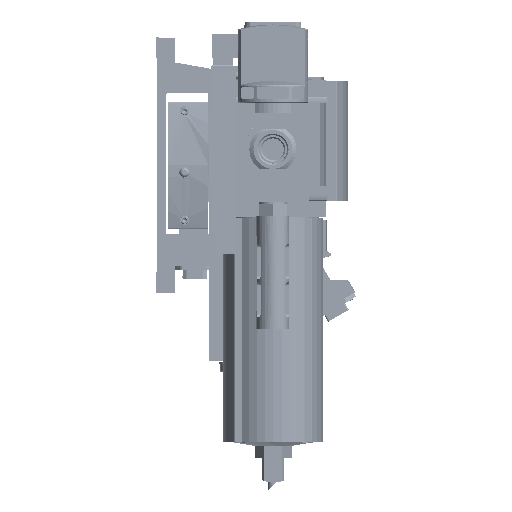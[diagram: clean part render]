
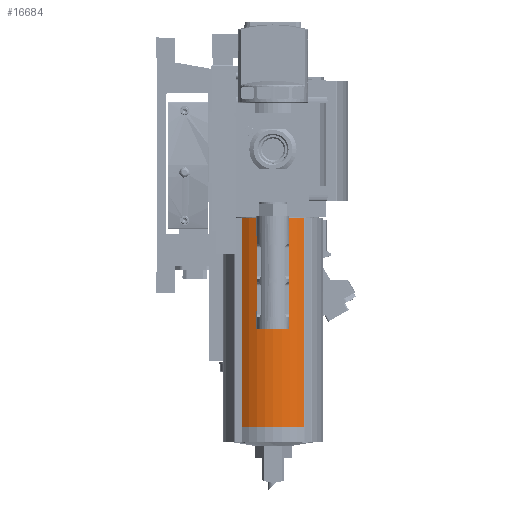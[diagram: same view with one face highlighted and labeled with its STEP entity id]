
A CAD part, left-side view. The second image highlights one B-rep face of the part: STEP entity #16684.
In plain terms, the highlighted cylindrical face has radius 41.5 mm (diameter 83 mm), a partial arc.
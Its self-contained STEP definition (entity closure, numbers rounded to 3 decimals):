
#16684=ADVANCED_FACE('',(#36983),#36984,.T.);
#36983=FACE_OUTER_BOUND('',#61032,.T.);
#36984=CYLINDRICAL_SURFACE('',#61033,41.5);
#61032=EDGE_LOOP('',(#111014,#111015,#111016,#111017));
#61033=AXIS2_PLACEMENT_3D('',#111018,#111019,#111020);
#111014=ORIENTED_EDGE('',*,*,#157881,.T.);
#111015=ORIENTED_EDGE('',*,*,#157930,.T.);
#111016=ORIENTED_EDGE('',*,*,#157931,.F.);
#111017=ORIENTED_EDGE('',*,*,#157902,.F.);
#111018=CARTESIAN_POINT('',(-9.759,-0.754,-277.659));
#111019=DIRECTION('',(0.,0.,1.0));
#111020=DIRECTION('',(0.,1.0,0.));
#157881=EDGE_CURVE('',#193037,#193034,#193038,.T.);
#157902=EDGE_CURVE('',#193037,#193074,#193075,.T.);
#157930=EDGE_CURVE('',#193034,#193120,#193121,.T.);
#157931=EDGE_CURVE('',#193074,#193120,#193122,.T.);
#193034=VERTEX_POINT('',#246975);
#193037=VERTEX_POINT('',#246978);
#193038=LINE('',#246979,#246980);
#193074=VERTEX_POINT('',#247021);
#193075=CIRCLE('',#247022,41.5);
#193120=VERTEX_POINT('',#247073);
#193121=CIRCLE('',#247074,41.5);
#193122=LINE('',#247075,#247076);
#246975=CARTESIAN_POINT('',(-41.827,25.587,-455.859));
#246978=CARTESIAN_POINT('',(-41.827,25.587,-279.159));
#246979=CARTESIAN_POINT('',(-41.827,25.587,-277.659));
#246980=VECTOR('',#293192,1000.);
#247021=CARTESIAN_POINT('',(-41.827,-27.096,-279.159));
#247022=AXIS2_PLACEMENT_3D('',#293240,#293241,#293242);
#247073=CARTESIAN_POINT('',(-41.827,-27.096,-455.859));
#247074=AXIS2_PLACEMENT_3D('',#293303,#293304,#293305);
#247075=CARTESIAN_POINT('',(-41.827,-27.096,-277.659));
#247076=VECTOR('',#293306,1000.);
#293192=DIRECTION('',(0.,0.,-1.0));
#293240=CARTESIAN_POINT('',(-9.759,-0.754,-279.159));
#293241=DIRECTION('',(0.,0.,1.0));
#293242=DIRECTION('',(0.,-1.0,0.));
#293303=CARTESIAN_POINT('',(-9.759,-0.754,-455.859));
#293304=DIRECTION('',(0.,0.,1.0));
#293305=DIRECTION('',(0.,-1.0,0.));
#293306=DIRECTION('',(0.,0.,-1.0));
